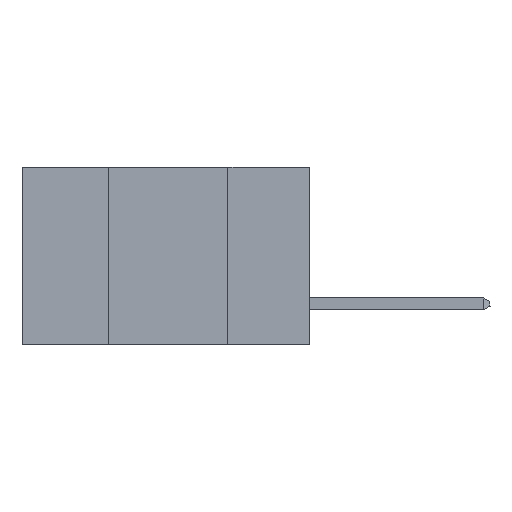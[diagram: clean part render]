
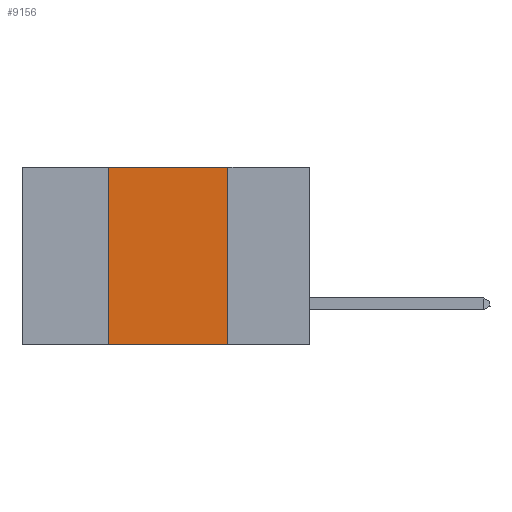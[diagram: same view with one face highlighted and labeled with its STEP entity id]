
A CAD part, left-side view. The second image highlights one B-rep face of the part: STEP entity #9156.
In plain terms, the highlighted planar face has unit normal (-1, 0, 0).
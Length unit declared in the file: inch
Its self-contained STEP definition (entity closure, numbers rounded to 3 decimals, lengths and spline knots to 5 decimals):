
#2671 = EDGE_CURVE ( 'NONE', #22345, #29911, #9944, .T. ) ;
#2828 = DIRECTION ( 'NONE',  ( 0., 0., -1. ) ) ;
#3499 = VECTOR ( 'NONE', #26805, 39.37008 ) ;
#3750 = VECTOR ( 'NONE', #11272, 39.37008 ) ;
#4143 = EDGE_CURVE ( 'NONE', #26329, #31284, #14571, .T. ) ;
#5831 = CARTESIAN_POINT ( 'NONE',  ( 0., 0.6, 0. ) ) ;
#5890 = ORIENTED_EDGE ( 'NONE', *, *, #4143, .F. ) ;
#6106 = EDGE_LOOP ( 'NONE', ( #28488, #5890, #32431, #14712 ) ) ;
#7106 = FACE_OUTER_BOUND ( 'NONE', #6106, .T. ) ;
#9156 = ADVANCED_FACE ( 'NONE', ( #7106 ), #27413, .F. ) ;
#9944 = LINE ( 'NONE', #11418, #22176 ) ;
#11272 = DIRECTION ( 'NONE',  ( 0., 0., -1. ) ) ;
#11326 = CARTESIAN_POINT ( 'NONE',  ( 0., 0.17, -0.37 ) ) ;
#11418 = CARTESIAN_POINT ( 'NONE',  ( 0., 0.6, -0.37 ) ) ;
#14037 = EDGE_CURVE ( 'NONE', #22345, #26329, #16208, .T. ) ;
#14571 = LINE ( 'NONE', #38561, #26390 ) ;
#14712 = ORIENTED_EDGE ( 'NONE', *, *, #2671, .T. ) ;
#16208 = LINE ( 'NONE', #25535, #3499 ) ;
#22176 = VECTOR ( 'NONE', #38789, 39.37008 ) ;
#22345 = VERTEX_POINT ( 'NONE', #29735 ) ;
#25535 = CARTESIAN_POINT ( 'NONE',  ( 0., 0.42, 0. ) ) ;
#26329 = VERTEX_POINT ( 'NONE', #29813 ) ;
#26390 = VECTOR ( 'NONE', #29677, 39.37008 ) ;
#26805 = DIRECTION ( 'NONE',  ( 0., 0., 1. ) ) ;
#27413 = PLANE ( 'NONE',  #31136 ) ;
#28488 = ORIENTED_EDGE ( 'NONE', *, *, #28788, .F. ) ;
#28788 = EDGE_CURVE ( 'NONE', #31284, #29911, #35898, .T. ) ;
#29677 = DIRECTION ( 'NONE',  ( 0., -1., 0. ) ) ;
#29735 = CARTESIAN_POINT ( 'NONE',  ( 0., 0.42, -0.37 ) ) ;
#29813 = CARTESIAN_POINT ( 'NONE',  ( 0., 0.42, 0. ) ) ;
#29911 = VERTEX_POINT ( 'NONE', #11326 ) ;
#30448 = DIRECTION ( 'NONE',  ( 1., 0., 0. ) ) ;
#31136 = AXIS2_PLACEMENT_3D ( 'NONE', #5831, #30448, #2828 ) ;
#31284 = VERTEX_POINT ( 'NONE', #32185 ) ;
#32185 = CARTESIAN_POINT ( 'NONE',  ( 0., 0.17, 0. ) ) ;
#32431 = ORIENTED_EDGE ( 'NONE', *, *, #14037, .F. ) ;
#32812 = CARTESIAN_POINT ( 'NONE',  ( 0., 0.17, 0. ) ) ;
#35898 = LINE ( 'NONE', #32812, #3750 ) ;
#38561 = CARTESIAN_POINT ( 'NONE',  ( 0., 0.6, 0. ) ) ;
#38789 = DIRECTION ( 'NONE',  ( 0., -1., 0. ) ) ;
